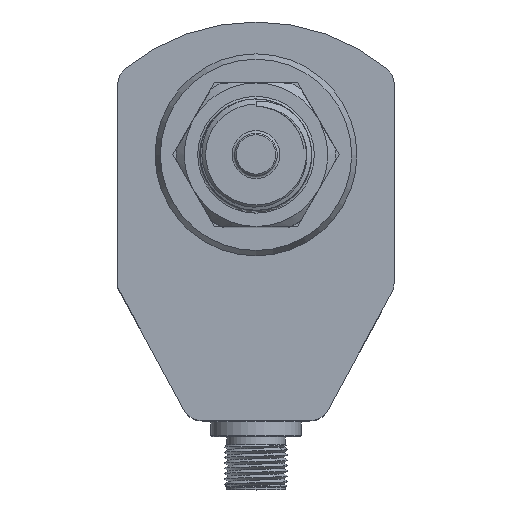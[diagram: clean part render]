
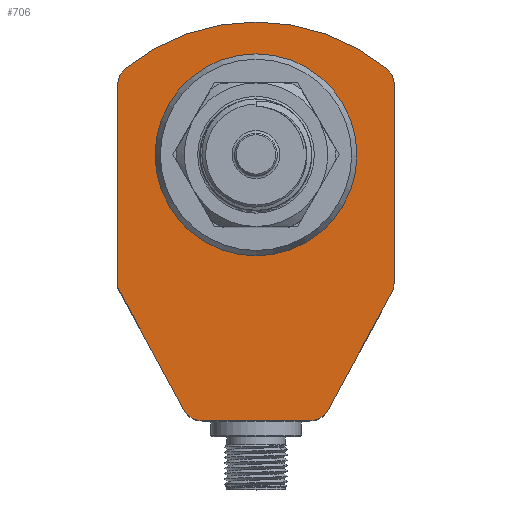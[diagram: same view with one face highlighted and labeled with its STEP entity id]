
A CAD part, top view. The second image highlights one B-rep face of the part: STEP entity #706.
In plain terms, the highlighted planar face has unit normal (0, 0, 1).
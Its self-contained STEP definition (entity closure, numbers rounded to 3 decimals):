
#297=FACE_BOUND('',#2750,.T.);
#298=FACE_BOUND('',#2751,.T.);
#432=CIRCLE('',#14049,38.8);
#433=CIRCLE('',#14051,4.);
#434=CIRCLE('',#14052,4.);
#435=CIRCLE('',#14053,4.);
#436=CIRCLE('',#14054,4.);
#437=CIRCLE('',#14055,4.);
#438=CIRCLE('',#14056,19.);
#706=ADVANCED_FACE('',(#297,#298),#1459,.T.);
#1459=PLANE('',#14057);
#2750=EDGE_LOOP('',(#6850,#6851,#6852,#6853,#6854,#6855,#6856,#6857,#6858,
#6859,#6860));
#2751=EDGE_LOOP('',(#6861));
#3687=LINE('',#18763,#5253);
#3699=LINE('',#18816,#5265);
#3700=LINE('',#18818,#5266);
#3701=LINE('',#18823,#5267);
#3702=LINE('',#18827,#5268);
#5253=VECTOR('',#15091,1.);
#5265=VECTOR('',#15137,1.);
#5266=VECTOR('',#15138,1.);
#5267=VECTOR('',#15143,1.);
#5268=VECTOR('',#15146,1.);
#6850=ORIENTED_EDGE('',*,*,#12074,.T.);
#6851=ORIENTED_EDGE('',*,*,#12076,.T.);
#6852=ORIENTED_EDGE('',*,*,#12077,.T.);
#6853=ORIENTED_EDGE('',*,*,#12078,.T.);
#6854=ORIENTED_EDGE('',*,*,#12079,.T.);
#6855=ORIENTED_EDGE('',*,*,#12053,.T.);
#6856=ORIENTED_EDGE('',*,*,#12080,.T.);
#6857=ORIENTED_EDGE('',*,*,#12081,.T.);
#6858=ORIENTED_EDGE('',*,*,#12082,.T.);
#6859=ORIENTED_EDGE('',*,*,#12083,.T.);
#6860=ORIENTED_EDGE('',*,*,#12084,.T.);
#6861=ORIENTED_EDGE('',*,*,#12085,.F.);
#10755=VERTEX_POINT('',#18764);
#10756=VERTEX_POINT('',#18765);
#10776=VERTEX_POINT('',#18809);
#10777=VERTEX_POINT('',#18811);
#10778=VERTEX_POINT('',#18815);
#10779=VERTEX_POINT('',#18817);
#10780=VERTEX_POINT('',#18819);
#10781=VERTEX_POINT('',#18822);
#10782=VERTEX_POINT('',#18824);
#10783=VERTEX_POINT('',#18826);
#10784=VERTEX_POINT('',#18828);
#10785=VERTEX_POINT('',#18831);
#12053=EDGE_CURVE('',#10755,#10756,#3687,.T.);
#12074=EDGE_CURVE('',#10777,#10776,#432,.T.);
#12076=EDGE_CURVE('',#10776,#10778,#433,.T.);
#12077=EDGE_CURVE('',#10778,#10779,#3699,.T.);
#12078=EDGE_CURVE('',#10779,#10780,#3700,.T.);
#12079=EDGE_CURVE('',#10780,#10755,#434,.T.);
#12080=EDGE_CURVE('',#10756,#10781,#435,.T.);
#12081=EDGE_CURVE('',#10781,#10782,#3701,.T.);
#12082=EDGE_CURVE('',#10782,#10783,#436,.T.);
#12083=EDGE_CURVE('',#10783,#10784,#3702,.T.);
#12084=EDGE_CURVE('',#10784,#10777,#437,.T.);
#12085=EDGE_CURVE('',#10785,#10785,#438,.T.);
#14049=AXIS2_PLACEMENT_3D('',#18810,#15130,#15131);
#14051=AXIS2_PLACEMENT_3D('',#18814,#15135,#15136);
#14052=AXIS2_PLACEMENT_3D('',#18820,#15139,#15140);
#14053=AXIS2_PLACEMENT_3D('',#18821,#15141,#15142);
#14054=AXIS2_PLACEMENT_3D('',#18825,#15144,#15145);
#14055=AXIS2_PLACEMENT_3D('',#18829,#15147,#15148);
#14056=AXIS2_PLACEMENT_3D('',#18830,#15149,#15150);
#14057=AXIS2_PLACEMENT_3D('',#18832,#15151,#15152);
#15091=DIRECTION('',(1.,0.,0.));
#15130=DIRECTION('',(0.,0.,1.));
#15131=DIRECTION('',(0.632,0.775,0.));
#15135=DIRECTION('',(0.,0.,1.));
#15136=DIRECTION('',(-0.632,0.775,0.));
#15137=DIRECTION('',(0.,-1.,0.));
#15138=DIRECTION('',(0.475,-0.88,0.));
#15139=DIRECTION('',(0.,0.,1.));
#15140=DIRECTION('',(-0.88,-0.475,0.));
#15141=DIRECTION('',(0.,0.,1.));
#15142=DIRECTION('',(0.,-1.,0.));
#15143=DIRECTION('',(0.475,0.88,0.));
#15144=DIRECTION('',(0.,0.,1.));
#15145=DIRECTION('',(0.88,-0.475,0.));
#15146=DIRECTION('',(0.,1.,0.));
#15147=DIRECTION('',(0.,0.,1.));
#15148=DIRECTION('',(1.,0.,0.));
#15149=DIRECTION('',(0.,0.,1.));
#15150=DIRECTION('',(-1.,0.,0.));
#15151=DIRECTION('',(0.,0.,1.));
#15152=DIRECTION('',(-1.,0.,0.));
#18763=CARTESIAN_POINT('',(15.886,0.,0.));
#18764=CARTESIAN_POINT('',(15.886,0.,0.));
#18765=CARTESIAN_POINT('',(36.114,0.,0.));
#18809=CARTESIAN_POINT('',(1.471,66.263,0.));
#18810=CARTESIAN_POINT('',(26.,36.2,0.));
#18811=CARTESIAN_POINT('',(50.529,66.263,0.));
#18814=CARTESIAN_POINT('',(4.,63.164,0.));
#18815=CARTESIAN_POINT('',(0.,63.164,0.));
#18816=CARTESIAN_POINT('',(0.,63.164,0.));
#18817=CARTESIAN_POINT('',(0.,25.,0.));
#18818=CARTESIAN_POINT('',(0.,25.,0.));
#18819=CARTESIAN_POINT('',(12.366,2.099,0.));
#18820=CARTESIAN_POINT('',(15.886,4.,0.));
#18821=CARTESIAN_POINT('',(36.114,4.,0.));
#18822=CARTESIAN_POINT('',(39.634,2.099,0.));
#18823=CARTESIAN_POINT('',(39.634,2.099,0.));
#18824=CARTESIAN_POINT('',(51.52,24.11,0.));
#18825=CARTESIAN_POINT('',(48.,26.011,0.));
#18826=CARTESIAN_POINT('',(52.,26.011,0.));
#18827=CARTESIAN_POINT('',(52.,26.011,0.));
#18828=CARTESIAN_POINT('',(52.,63.164,0.));
#18829=CARTESIAN_POINT('',(48.,63.164,0.));
#18830=CARTESIAN_POINT('',(26.,50.,0.));
#18831=CARTESIAN_POINT('',(7.,50.,0.));
#18832=CARTESIAN_POINT('',(26.,25.,0.));
